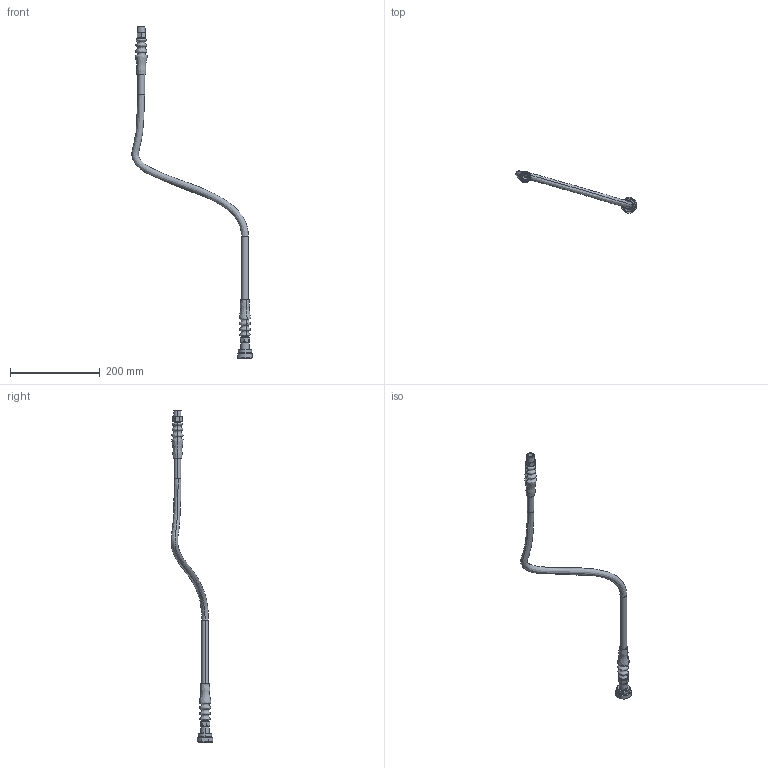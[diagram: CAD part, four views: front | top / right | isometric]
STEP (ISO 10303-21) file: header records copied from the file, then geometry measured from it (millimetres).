
FILE_DESCRIPTION (( 'STEP AP214' ), '1' );
FILE_NAME ('HC1.STEP', '2017-07-21T14:11:31', ( '' ), ( '' ), 'SwSTEP 2.0', 'SolidWorks 2017', '' );
FILE_SCHEMA (( 'AUTOMOTIVE_DESIGN' ));
Length unit declared in the file: millimetre
Products named in the file (4): HC1; HH1.5 ROUGH; CM1; 1 m Hose
Assembly tree (4 placements, depth 2):
  HC1
    HH1.5 ROUGH  x2
    CM1
    1 m Hose
Bounding box: 267.55 x 93.21 x 738.8 mm (x, y, z)
Volume: 200015.3 mm3; surface area: 54106.7 mm2
Topology: 4 solids, 4 shells, 111 faces, 230 edges, 139 vertices
Faces by surface type: cone 48, plane 35, cylinder 22, bspline 6
Entity records: 4126 total; most frequent: CARTESIAN_POINT 1977, DIRECTION 354, ORIENTED_EDGE 308, EDGE_CURVE 154, AXIS2_PLACEMENT_3D 154, VERTEX_POINT 95, EDGE_LOOP 85, CIRCLE 76
